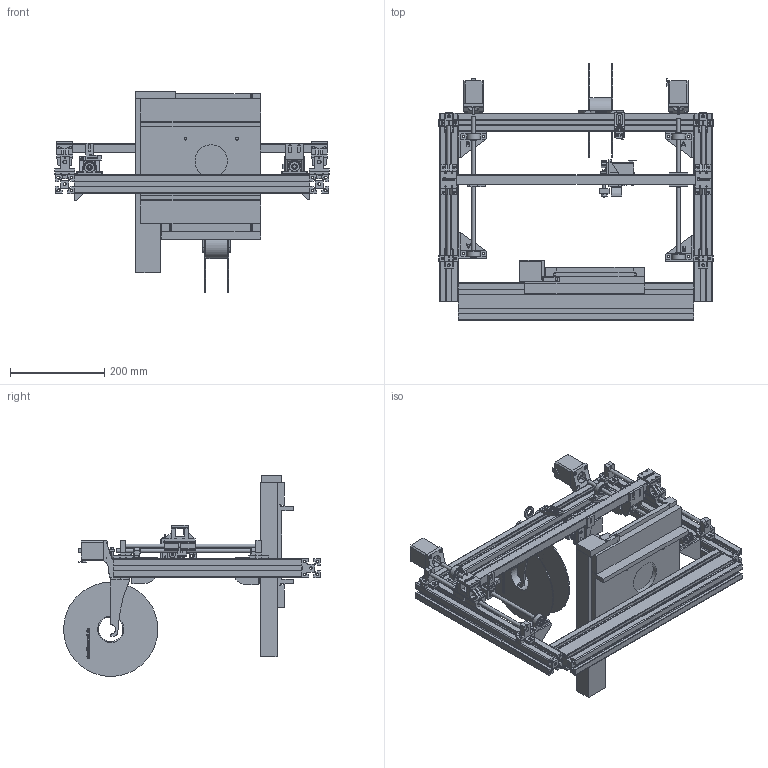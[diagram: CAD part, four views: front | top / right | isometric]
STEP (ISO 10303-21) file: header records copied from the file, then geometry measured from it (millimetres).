
FILE_DESCRIPTION(/* description */ (''),/* implementation_level */ '2;1');
FILE_NAME(/* name */ '1_Zusammenbau v55.step',/* time_stamp */ '2018-07-24T23:55:45+02:00',/* author */ ('sven.ginka'),/* organization */ (''),/* preprocessor_version */ 'ST-DEVELOPER v17',/* originating_system */ 'Autodesk Translation Framework v7.1.0.215',/* authorisation */ '');
FILE_SCHEMA (('AUTOMOTIVE_DESIGN { 1 0 10303 214 3 1 1 }'));
Products named in the file (49): 1_Zusammenbau; Profil 40x40 L400; Profil 80x40 L500; Profil 40x40 L500; StageDC; Komponente1; Komponente2; Komponente3; Nutenstein M5; Lineare Führung; Slider_profile_adaptor; Linear Achsen Klemmer; Linear Slider; Gantry Halter; Gantry Bar; Gantry Halter_1; Komponente1_1; Rod Halter B; hub_kralle; Z-Sensor Halter; Komponente1_2; Z-Sensor Board; Komponente1_3; Komponente2_1; Komponente3_1; Rod Halter B_1; Rod Halter A v2; Rod Halter A; Spindel Lager; Motor Halter; Gewindestange M8x300; Extruder Halter; Komponente1_4; 17HS19-2004S1 (OMC Stepper Online); halter; hebel; Rädchen; gewindebolze; heizblock; Hotend 0.3mm ...
Assembly tree (72 placements, depth 5):
  1_Zusammenbau
    Nutenstein M5  x2
    Slider_profile_adaptor  x4
    Profil 40x40 L400  x2
    Profil 80x40 L500
    Profil 40x40 L500
    Linear Achsen Klemmer  x4
    StageDC
      Komponente1
      Komponente2
      Komponente3
    Lineare Führung  x2
    Linear Slider  x4
    Spindel Lager  x4
    Gewindestange M8x300  x2
    Pully
    17HS19-2004S1 (OMC Stepper Online)  x2
    Gantry Halter
      Komponente1_1
    Gantry Bar
    Gantry Halter_1
      Komponente1_1
    Rod Halter A  x2
    Rod Halter B
      Rod Halter A v2
    Motor Halter  x2
    hub_kralle
    Z-Sensor Halter
      Komponente1_2
      Z-Sensor Board
        Komponente1_3
        Komponente2_1
          Komponente3_1
    Rod Halter B_1
      Rod Halter A v2
    Extruder Halter
      Komponente1_4
      17HS19-2004S1 (OMC Stepper Online)
      halter
        hebel
        Rädchen
        gewindebolze
        heizblock
        Hotend 0.3mm
      Komponente7
      Blower
      Hotend cooler
    filament guide
    Spool Holder - Arm Type
      Arm  x2
      Spool
    hub_kralle2
      Pully
Bounding box: 582 x 545 x 426.38 mm (x, y, z)
Volume: 6074082.6 mm3; surface area: 1926496.9 mm2
Topology: 89 solids, 89 shells, 2684 faces, 6945 edges, 4566 vertices
Faces by surface type: plane 1579, cylinder 587, bspline 456, sphere 32, cone 18, torus 12
Full cylindrical faces by diameter (mm): 1.9 x1, 2 x2, 3 x25, 3.3 x19, 3.5 x25, 3.7 x1, 3.8 x8, 4 x14, 4.3 x2, 4.4 x2, 4.5 x16, 5 x46, 5.3 x1, 5.5 x36, 5.88 x1, 6 x5, 6.5 x8, 6.7 x2, 7 x10, 7.866 x2, 8 x19, 8.6 x1, 10 x8, 11.5 x4, 11.7 x4, 12 x8, 21 x8, 22 x4, 22.2 x2, 23 x3
Entity records: 60891 total; most frequent: CARTESIAN_POINT 16843, ORIENTED_EDGE 9298, DIRECTION 7755, EDGE_CURVE 4649, LINE 3195, VECTOR 3195, VERTEX_POINT 3075, AXIS2_PLACEMENT_3D 2280
